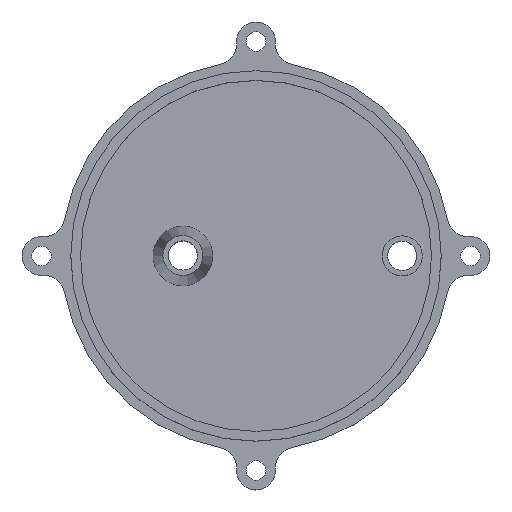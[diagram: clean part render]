
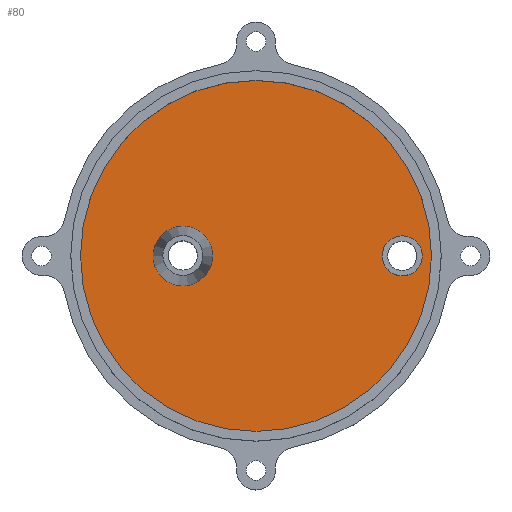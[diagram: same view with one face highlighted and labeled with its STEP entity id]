
A CAD part, top view. The second image highlights one B-rep face of the part: STEP entity #80.
In plain terms, the highlighted planar face has unit normal (0, 0, 1).
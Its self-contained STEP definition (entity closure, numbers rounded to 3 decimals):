
#80=ADVANCED_FACE('',(#363,#365,#367),#369,.T.);
#363=FACE_BOUND('',#364,.T.);
#364=EDGE_LOOP('',(#581));
#365=FACE_BOUND('',#366,.T.);
#366=EDGE_LOOP('',(#582));
#367=FACE_BOUND('',#368,.T.);
#368=EDGE_LOOP('',(#583));
#369=PLANE('',#370);
#370=AXIS2_PLACEMENT_3D('',#371,#372,#373);
#371=CARTESIAN_POINT('',(0.,0.,2.));
#372=DIRECTION('',(0.,0.,1.));
#373=DIRECTION('',(-1.,0.,0.));
#581=ORIENTED_EDGE('',*,*,#707,.T.);
#582=ORIENTED_EDGE('',*,*,#708,.F.);
#583=ORIENTED_EDGE('',*,*,#706,.F.);
#706=EDGE_CURVE('',#865,#865,#866,.T.);
#707=EDGE_CURVE('',#867,#867,#868,.T.);
#708=EDGE_CURVE('',#869,#869,#870,.F.);
#865=VERTEX_POINT('',#1257);
#866=CIRCLE('',#1258,4.1);
#867=VERTEX_POINT('',#1262);
#868=CIRCLE('',#1263,36.);
#869=VERTEX_POINT('',#1267);
#870=CIRCLE('',#1268,6.1);
#1257=CARTESIAN_POINT('',(25.9,0.,2.));
#1258=AXIS2_PLACEMENT_3D('',#1259,#1260,#1261);
#1259=CARTESIAN_POINT('',(30.,0.,2.));
#1260=DIRECTION('',(0.,0.,1.));
#1261=DIRECTION('',(-1.,0.,0.));
#1262=CARTESIAN_POINT('',(-36.,0.,2.));
#1263=AXIS2_PLACEMENT_3D('',#1264,#1265,#1266);
#1264=CARTESIAN_POINT('',(0.,0.,2.));
#1265=DIRECTION('',(0.,0.,1.));
#1266=DIRECTION('',(-1.,0.,0.));
#1267=CARTESIAN_POINT('',(-21.1,0.,2.));
#1268=AXIS2_PLACEMENT_3D('',#1269,#1270,#1271);
#1269=CARTESIAN_POINT('',(-15.,0.,2.));
#1270=DIRECTION('',(0.,0.,-1.));
#1271=DIRECTION('',(-1.,0.,0.));
